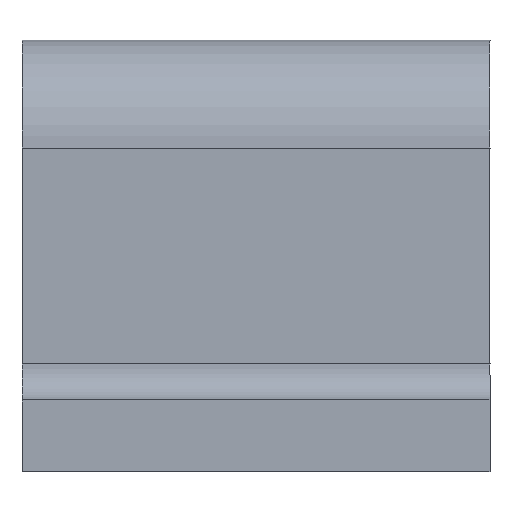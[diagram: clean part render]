
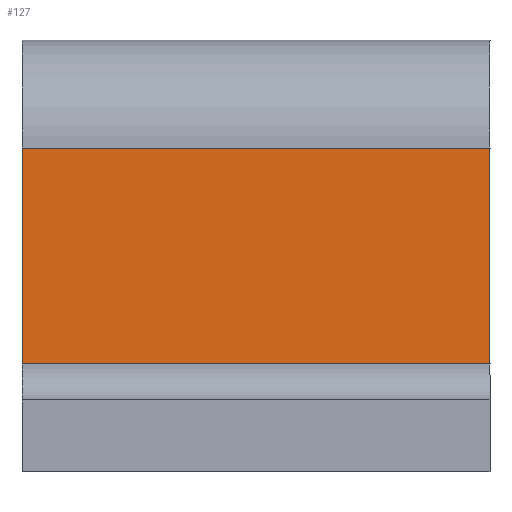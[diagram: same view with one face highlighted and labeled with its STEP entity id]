
A CAD part, left-side view. The second image highlights one B-rep face of the part: STEP entity #127.
In plain terms, the highlighted planar face has unit normal (-1, 0, 0).
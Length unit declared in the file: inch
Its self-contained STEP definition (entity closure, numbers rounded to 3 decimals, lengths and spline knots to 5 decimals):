
#87=EDGE_CURVE('',#220,#221,#222,.T.);
#117=EDGE_CURVE('',#251,#269,#270,.T.);
#127=ADVANCED_FACE('',(#285),#286,.T.);
#147=EDGE_CURVE('',#221,#269,#310,.T.);
#161=EDGE_CURVE('',#220,#251,#325,.T.);
#220=VERTEX_POINT('',#385);
#221=VERTEX_POINT('',#386);
#222=LINE('',#387,#388);
#251=VERTEX_POINT('',#442);
#269=VERTEX_POINT('',#468);
#270=LINE('',#469,#470);
#285=FACE_OUTER_BOUND('',#493,.T.);
#286=PLANE('',#494);
#310=LINE('',#544,#545);
#325=LINE('',#573,#574);
#385=CARTESIAN_POINT('',(1.24992,0.,0.56247));
#386=CARTESIAN_POINT('',(1.24992,0.,0.18749));
#387=CARTESIAN_POINT('',(1.24992,0.,0.56247));
#388=VECTOR('',#684,1.0);
#442=CARTESIAN_POINT('',(1.24992,0.81255,0.56247));
#468=CARTESIAN_POINT('',(1.24992,0.81255,0.18749));
#469=CARTESIAN_POINT('',(1.24992,0.81255,0.56247));
#470=VECTOR('',#752,1.0);
#493=EDGE_LOOP('',(#764,#765,#766,#767));
#494=AXIS2_PLACEMENT_3D('',#768,#769,#770);
#544=CARTESIAN_POINT('',(1.24992,0.,0.18749));
#545=VECTOR('',#783,1.0);
#573=CARTESIAN_POINT('',(1.24992,0.,0.56247));
#574=VECTOR('',#804,1.0);
#684=DIRECTION('',(0.0,0.,-1.0));
#752=DIRECTION('',(0.0,0.,-1.0));
#764=ORIENTED_EDGE('',*,*,#117,.T.);
#765=ORIENTED_EDGE('',*,*,#147,.F.);
#766=ORIENTED_EDGE('',*,*,#87,.F.);
#767=ORIENTED_EDGE('',*,*,#161,.T.);
#768=CARTESIAN_POINT('',(1.24992,0.,0.37498));
#769=DIRECTION('',(-1.0,0.0,0.0));
#770=DIRECTION('',(0.0,0.,1.0));
#783=DIRECTION('',(0.0,1.0,0.));
#804=DIRECTION('',(0.0,1.0,0.));
